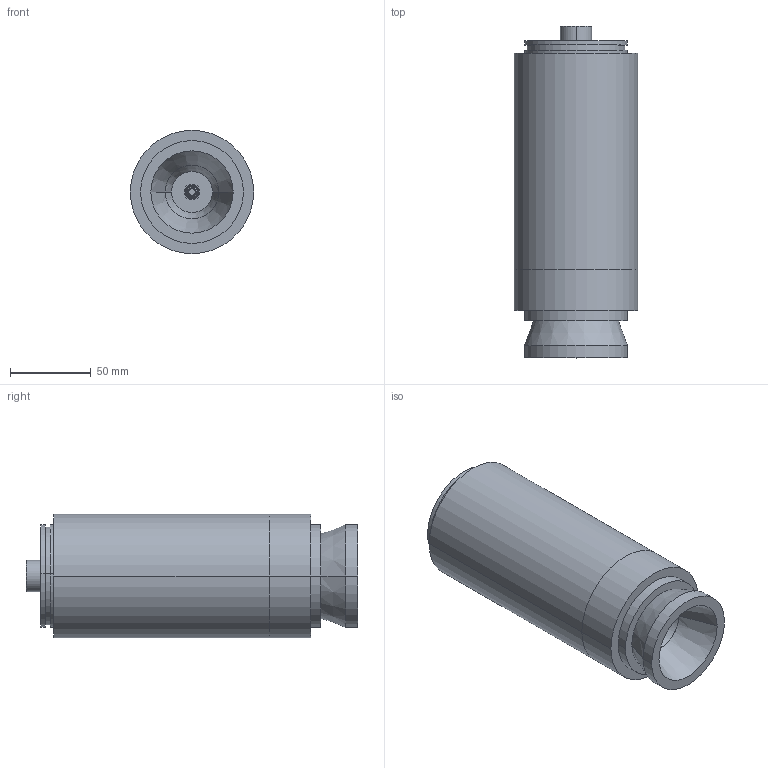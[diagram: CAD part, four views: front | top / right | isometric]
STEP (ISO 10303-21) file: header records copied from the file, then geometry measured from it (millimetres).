
FILE_DESCRIPTION (( 'STEP AP214' ), '1' );
FILE_NAME ('ThurstChamberv2.STEP', '2025-05-22T18:25:57', ( '' ), ( '' ), 'SwSTEP 2.0', 'SolidWorks 2024', '' );
FILE_SCHEMA (( 'AUTOMOTIVE_DESIGN' ));
Length unit declared in the file: inch
Products named in the file (10): INJC-SwirlOuter; INJC-Assembly; ThurstChamberv2; CMBR-200DI-250B-525L Combustion Chamber, Mojave Sphinx; THRT-45C20D-100T Throat Insert, Spring Retained, Mojave Sphinx; INJC-SwirlInner; INJC-2X8NPT-38NPT-250T20-2XO230-GENERIC Injector, Generic Orifice Pattern, Mojave Sphinx; INJC-SwirlInner-Cover; 94095K114_High-Temperature Graphite Gasket - Trimmed ID_94095K114; NZZL-45C20D-200E Nozzle, for Throat Insert, Mojave Sphinx
Assembly tree (9 placements, depth 3):
  ThurstChamberv2
    CMBR-200DI-250B-525L Combustion Chamber, Mojave Sphinx
    INJC-Assembly
      INJC-2X8NPT-38NPT-250T20-2XO230-GENERIC Injector, Generic Orifice Pattern, Mojave Sphinx
      INJC-SwirlOuter
      INJC-SwirlInner
      INJC-SwirlInner-Cover
    NZZL-45C20D-200E Nozzle, for Throat Insert, Mojave Sphinx
    THRT-45C20D-100T Throat Insert, Spring Retained, Mojave Sphinx
    94095K114_High-Temperature Graphite Gasket - Trimmed ID_94095K114
Bounding box: 76.2 x 205.01 x 76.2 mm (x, y, z)
Volume: 527174 mm3; surface area: 122263.3 mm2
Topology: 8 solids, 8 shells, 445 faces, 1072 edges, 675 vertices
Faces by surface type: plane 166, cylinder 123, cone 59, torus 50, bspline 47
Entity records: 16734 total; most frequent: CARTESIAN_POINT 6152, ORIENTED_EDGE 2124, DIRECTION 2068, EDGE_CURVE 1062, AXIS2_PLACEMENT_3D 761, VERTEX_POINT 675, VECTOR 546, LINE 546
